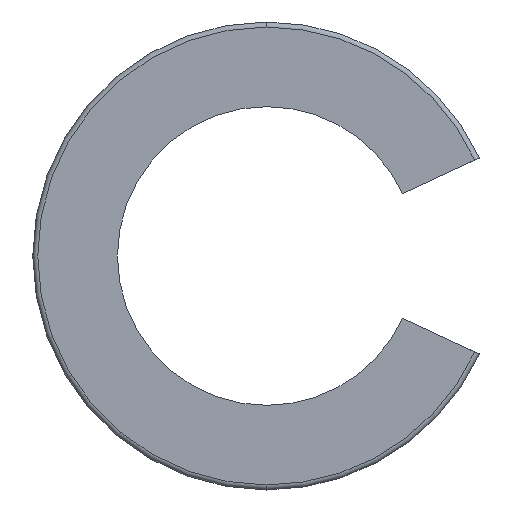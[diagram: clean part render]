
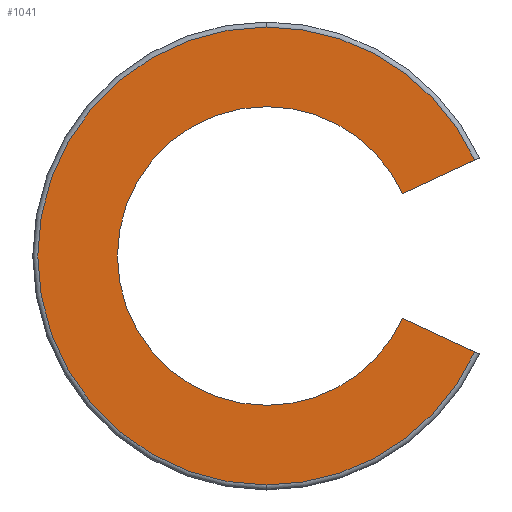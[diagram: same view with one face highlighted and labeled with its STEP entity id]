
A CAD part, left-side view. The second image highlights one B-rep face of the part: STEP entity #1041.
In plain terms, the highlighted planar face has unit normal (-1, 0, 0).
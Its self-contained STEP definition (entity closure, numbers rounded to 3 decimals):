
#30 = AXIS2_PLACEMENT_3D ( 'NONE', #322, #303, #295 ) ;
#43 = AXIS2_PLACEMENT_3D ( 'NONE', #438, #441, #443 ) ;
#48 = AXIS2_PLACEMENT_3D ( 'NONE', #390, #398, #399 ) ;
#56 = FACE_OUTER_BOUND ( 'NONE', #241, .T. ) ;
#111 = CIRCLE ( 'NONE', #847, 15. ) ;
#120 = CIRCLE ( 'NONE', #851, 23. ) ;
#129 = CIRCLE ( 'NONE', #855, 23. ) ;
#138 = VECTOR ( 'NONE', #316, 1000. ) ;
#140 = LINE ( 'NONE', #614, #138 ) ;
#145 = VECTOR ( 'NONE', #289, 1000. ) ;
#146 = LINE ( 'NONE', #283, #145 ) ;
#150 = CIRCLE ( 'NONE', #859, 15. ) ;
#241 = EDGE_LOOP ( 'NONE', ( #665, #671, #706, #675, #713, #655, #651, #698 ) ) ;
#281 = CARTESIAN_POINT ( 'NONE',  ( -34., 0., 0. ) ) ;
#283 = CARTESIAN_POINT ( 'NONE',  ( -34., -13.636, 6.25 ) ) ;
#288 = DIRECTION ( 'NONE',  ( 0., 0., 1. ) ) ;
#289 = DIRECTION ( 'NONE',  ( 0., 0.906, -0.423 ) ) ;
#295 = DIRECTION ( 'NONE',  ( 0., 0., -1. ) ) ;
#303 = DIRECTION ( 'NONE',  ( -1., 0., 0. ) ) ;
#310 = VERTEX_POINT ( 'NONE', #562 ) ;
#315 = VERTEX_POINT ( 'NONE', #563 ) ;
#316 = DIRECTION ( 'NONE',  ( 0., -0.906, -0.423 ) ) ;
#319 = VERTEX_POINT ( 'NONE', #600 ) ;
#322 = CARTESIAN_POINT ( 'NONE',  ( -34., 0., 0. ) ) ;
#390 = CARTESIAN_POINT ( 'NONE',  ( -34., 15., 0. ) ) ;
#393 = PLANE ( 'NONE',  #48 ) ;
#398 = DIRECTION ( 'NONE',  ( 1., 0., 0. ) ) ;
#399 = DIRECTION ( 'NONE',  ( 0., 0., -1. ) ) ;
#402 = VERTEX_POINT ( 'NONE', #583 ) ;
#438 = CARTESIAN_POINT ( 'NONE',  ( -34., 0., 0. ) ) ;
#441 = DIRECTION ( 'NONE',  ( -1., 0., 0. ) ) ;
#443 = DIRECTION ( 'NONE',  ( 0., 0., 1. ) ) ;
#464 = DIRECTION ( 'NONE',  ( -1., 0., 0. ) ) ;
#466 = DIRECTION ( 'NONE',  ( 0., 0., -1. ) ) ;
#487 = VERTEX_POINT ( 'NONE', #620 ) ;
#498 = VERTEX_POINT ( 'NONE', #631 ) ;
#518 = CARTESIAN_POINT ( 'NONE',  ( -34., 0., 0. ) ) ;
#520 = CARTESIAN_POINT ( 'NONE',  ( -34., 0., 0. ) ) ;
#521 = DIRECTION ( 'NONE',  ( -1., 0., 0. ) ) ;
#534 = VERTEX_POINT ( 'NONE', #611 ) ;
#540 = VERTEX_POINT ( 'NONE', #641 ) ;
#556 = DIRECTION ( 'NONE',  ( 0., 0., -1. ) ) ;
#558 = DIRECTION ( 'NONE',  ( -1., 0., 0. ) ) ;
#562 = CARTESIAN_POINT ( 'NONE',  ( -34., 0., -15. ) ) ;
#563 = CARTESIAN_POINT ( 'NONE',  ( -34., -20.886, 9.631 ) ) ;
#564 = CARTESIAN_POINT ( 'NONE',  ( -34., 0., 0. ) ) ;
#583 = CARTESIAN_POINT ( 'NONE',  ( -34., -13.636, -6.25 ) ) ;
#600 = CARTESIAN_POINT ( 'NONE',  ( -34., 0., -23. ) ) ;
#609 = DIRECTION ( 'NONE',  ( 0., 0., 1. ) ) ;
#611 = CARTESIAN_POINT ( 'NONE',  ( -34., 0., 15. ) ) ;
#614 = CARTESIAN_POINT ( 'NONE',  ( -34., -13.636, -6.25 ) ) ;
#616 = DIRECTION ( 'NONE',  ( -1., 0., 0. ) ) ;
#620 = CARTESIAN_POINT ( 'NONE',  ( -34., -13.636, 6.25 ) ) ;
#631 = CARTESIAN_POINT ( 'NONE',  ( -34., -20.886, -9.631 ) ) ;
#641 = CARTESIAN_POINT ( 'NONE',  ( -34., 0., 23. ) ) ;
#651 = ORIENTED_EDGE ( 'NONE', *, *, #860, .F. ) ;
#655 = ORIENTED_EDGE ( 'NONE', *, *, #1056, .F. ) ;
#665 = ORIENTED_EDGE ( 'NONE', *, *, #869, .T. ) ;
#671 = ORIENTED_EDGE ( 'NONE', *, *, #875, .T. ) ;
#675 = ORIENTED_EDGE ( 'NONE', *, *, #865, .F. ) ;
#698 = ORIENTED_EDGE ( 'NONE', *, *, #868, .F. ) ;
#706 = ORIENTED_EDGE ( 'NONE', *, *, #1081, .T. ) ;
#713 = ORIENTED_EDGE ( 'NONE', *, *, #878, .F. ) ;
#847 = AXIS2_PLACEMENT_3D ( 'NONE', #281, #616, #609 ) ;
#851 = AXIS2_PLACEMENT_3D ( 'NONE', #564, #558, #556 ) ;
#855 = AXIS2_PLACEMENT_3D ( 'NONE', #518, #464, #466 ) ;
#859 = AXIS2_PLACEMENT_3D ( 'NONE', #520, #521, #288 ) ;
#860 = EDGE_CURVE ( 'NONE', #487, #534, #150, .T. ) ;
#865 = EDGE_CURVE ( 'NONE', #402, #498, #140, .T. ) ;
#868 = EDGE_CURVE ( 'NONE', #315, #487, #146, .T. ) ;
#869 = EDGE_CURVE ( 'NONE', #315, #540, #129, .T. ) ;
#875 = EDGE_CURVE ( 'NONE', #540, #319, #120, .T. ) ;
#878 = EDGE_CURVE ( 'NONE', #310, #402, #111, .T. ) ;
#966 = CIRCLE ( 'NONE', #30, 23. ) ;
#977 = CIRCLE ( 'NONE', #43, 15. ) ;
#1041 = ADVANCED_FACE ( 'NONE', ( #56 ), #393, .F. ) ;
#1056 = EDGE_CURVE ( 'NONE', #534, #310, #977, .T. ) ;
#1081 = EDGE_CURVE ( 'NONE', #319, #498, #966, .T. ) ;
